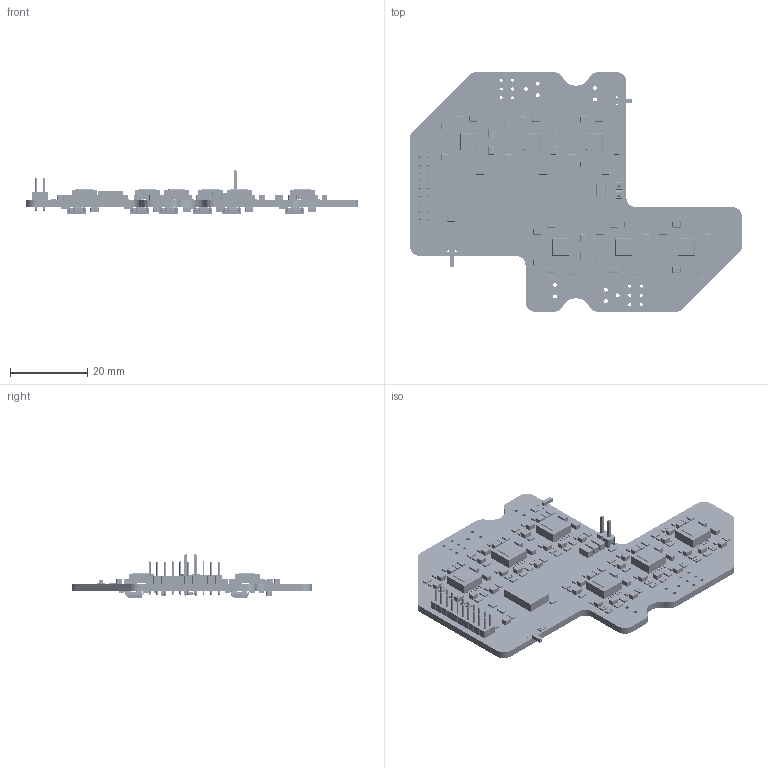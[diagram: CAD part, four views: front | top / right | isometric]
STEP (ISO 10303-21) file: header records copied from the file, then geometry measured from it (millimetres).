
FILE_DESCRIPTION(('Open CASCADE Model'),'2;1');
FILE_NAME('Open CASCADE Shape Model','2022-03-23T18:32:05',('Author'),( 'Open CASCADE'),'Open CASCADE STEP processor 6.8','Open CASCADE 6.8' ,'Unknown');
FILE_SCHEMA(('AUTOMOTIVE_DESIGN { 1 0 10303 214 1 1 1 1 }'));
Length unit declared in the file: millimetre
Products named in the file (238): PCB; Board; Open CASCADE STEP translator 6.8 5.1.1; RK2; 6591131120; Extruded; R2; SMD_RLC_0805; User_Library-R_SMD_0805_0805_BODY; User_Library-R_SMD_0805_0805_PAD; User_Library-R_SMD_0805_0805_OPIS; C88; SMD_C0805; RK1; 6596784656; X2; PLS-2; PLS2Case; ContactPLD; VD1; SOT23; U7; SOIC-8; U6; U5; U3; U2; U1; 6689024512; R121; R120; R119; R118; R117; R116; R115; R114; R113; R112; R111 ...
Assembly tree (444 placements, depth 4):
  PCB
    Board
      Open CASCADE STEP translator 6.8 5.1.1
    RK2
      6591131120
        Extruded
    R2
      SMD_RLC_0805
        User_Library-R_SMD_0805_0805_BODY
        User_Library-R_SMD_0805_0805_PAD  x2
        User_Library-R_SMD_0805_0805_OPIS
    C88
      SMD_C0805
    RK1
      6596784656
        Extruded
    X2
      PLS-2
        PLS2Case
        ContactPLD  x2
    VD1
      SOT23
    U7
      SOIC-8
    U6
      SOIC-8
    U5
      SOIC-8
    U3
      SOIC-8
    U2
      SOIC-8
    U1
      6689024512
        Extruded
    R121
      SMD_RLC_0805
        User_Library-R_SMD_0805_0805_BODY
        User_Library-R_SMD_0805_0805_PAD  x2
        User_Library-R_SMD_0805_0805_OPIS
    R120
      SMD_RLC_0805
        User_Library-R_SMD_0805_0805_BODY
        User_Library-R_SMD_0805_0805_PAD  x2
        User_Library-R_SMD_0805_0805_OPIS
    R119
      SMD_RLC_0805
        User_Library-R_SMD_0805_0805_BODY
        User_Library-R_SMD_0805_0805_PAD  x2
        User_Library-R_SMD_0805_0805_OPIS
    R118
      SMD_RLC_0805
        User_Library-R_SMD_0805_0805_BODY
        User_Library-R_SMD_0805_0805_PAD  x2
        User_Library-R_SMD_0805_0805_OPIS
    R117
      SMD_RLC_0805
        User_Library-R_SMD_0805_0805_BODY
        User_Library-R_SMD_0805_0805_PAD  x2
        User_Library-R_SMD_0805_0805_OPIS
Bounding box: 86.22 x 62.2 x 11.4 mm (x, y, z)
Volume: 8188.2 mm3; surface area: 14196.9 mm2
Topology: 796 solids, 796 shells, 17251 faces, 42407 edges, 27084 vertices
Faces by surface type: plane 8435, bspline 5730, cylinder 2398, sphere 688
Full cylindrical faces by diameter (mm): 0.508 x4, 0.8 x12, 0.864 x20, 0.95 x2, 1 x10
Entity records: 44342 total; most frequent: CARTESIAN_POINT 10586, DIRECTION 5660, ORIENTED_EDGE 4884, EDGE_CURVE 2442, AXIS2_PLACEMENT_3D 2016, LINE 1628, VECTOR 1628, VERTEX_POINT 1594
